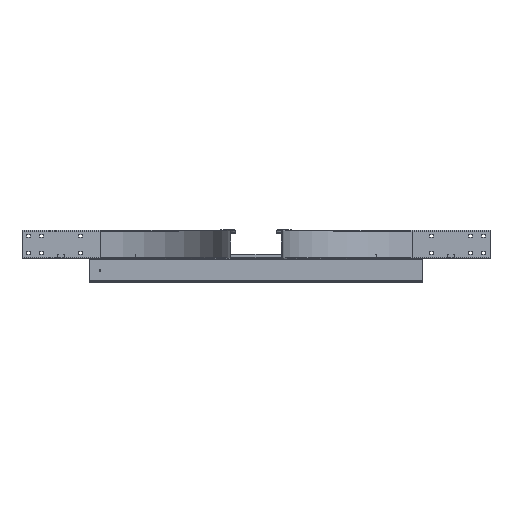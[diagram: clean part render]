
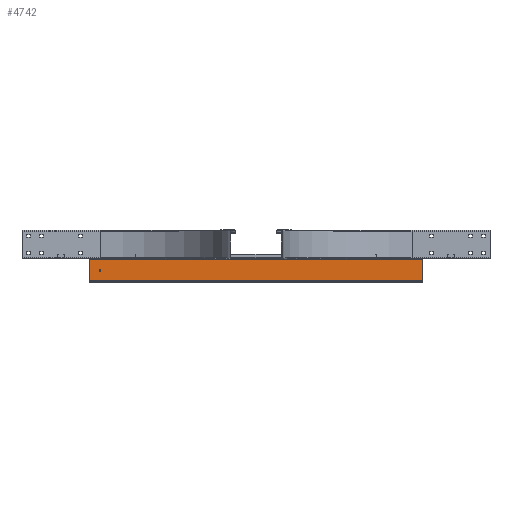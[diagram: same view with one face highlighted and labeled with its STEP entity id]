
A CAD part, top view. The second image highlights one B-rep face of the part: STEP entity #4742.
In plain terms, the highlighted face is planar.
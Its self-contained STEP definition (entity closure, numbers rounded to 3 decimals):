
#4266=DIRECTION('',(0.,0.,-1.));
#4267=VECTOR('',#4266,81.);
#4268=CARTESIAN_POINT('',(0.,0.,40.5));
#4269=LINE('',#4268,#4267);
#4295=DIRECTION('',(-1.,0.,0.));
#4296=VECTOR('',#4295,1280.);
#4297=CARTESIAN_POINT('',(1280.,0.,40.5));
#4298=LINE('',#4297,#4296);
#4303=DIRECTION('',(0.,0.,-1.));
#4304=VECTOR('',#4303,81.);
#4305=CARTESIAN_POINT('',(1280.,0.,40.5));
#4306=LINE('',#4305,#4304);
#4307=CARTESIAN_POINT('',(40.,0.,0.));
#4308=DIRECTION('',(0.,-1.,0.));
#4309=DIRECTION('',(0.,0.,-1.));
#4310=AXIS2_PLACEMENT_3D('',#4307,#4308,#4309);
#4312=CARTESIAN_POINT('',(40.,0.,0.));
#4313=DIRECTION('',(0.,-1.,0.));
#4314=DIRECTION('',(0.,0.,1.));
#4315=AXIS2_PLACEMENT_3D('',#4312,#4313,#4314);
#4321=DIRECTION('',(1.,0.,0.));
#4322=VECTOR('',#4321,1280.);
#4323=CARTESIAN_POINT('',(0.,0.,-40.5));
#4324=LINE('',#4323,#4322);
#4527=CARTESIAN_POINT('',(40.,0.,-3.));
#4528=VERTEX_POINT('',#4527);
#4529=CARTESIAN_POINT('',(40.,0.,3.));
#4530=VERTEX_POINT('',#4529);
#4567=CARTESIAN_POINT('',(0.,0.,-40.5));
#4568=VERTEX_POINT('',#4567);
#4569=CARTESIAN_POINT('',(1280.,0.,-40.5));
#4570=VERTEX_POINT('',#4569);
#4571=CARTESIAN_POINT('',(0.,0.,40.5));
#4572=VERTEX_POINT('',#4571);
#4573=CARTESIAN_POINT('',(1280.,0.,40.5));
#4574=VERTEX_POINT('',#4573);
#4723=CARTESIAN_POINT('',(1280.,0.,-40.5));
#4724=DIRECTION('',(0.,-1.,0.));
#4725=DIRECTION('',(0.,0.,-1.));
#4726=AXIS2_PLACEMENT_3D('',#4723,#4724,#4725);
#4727=PLANE('',#4726);
#4728=ORIENTED_EDGE('',*,*,#4671,.T.);
#4730=ORIENTED_EDGE('',*,*,#4729,.T.);
#4732=ORIENTED_EDGE('',*,*,#4731,.F.);
#4733=ORIENTED_EDGE('',*,*,#4715,.T.);
#4734=EDGE_LOOP('',(#4728,#4730,#4732,#4733));
#4735=FACE_OUTER_BOUND('',#4734,.F.);
#4737=ORIENTED_EDGE('',*,*,#4736,.F.);
#4739=ORIENTED_EDGE('',*,*,#4738,.F.);
#4740=EDGE_LOOP('',(#4737,#4739));
#4741=FACE_BOUND('',#4740,.F.);
#4742=ADVANCED_FACE('',(#4735,#4741),#4727,.F.);
#4311=CIRCLE('',#4310,3.);
#4316=CIRCLE('',#4315,3.);
#4671=EDGE_CURVE('',#4572,#4568,#4269,.T.);
#4715=EDGE_CURVE('',#4574,#4572,#4298,.T.);
#4729=EDGE_CURVE('',#4568,#4570,#4324,.T.);
#4731=EDGE_CURVE('',#4574,#4570,#4306,.T.);
#4736=EDGE_CURVE('',#4528,#4530,#4311,.T.);
#4738=EDGE_CURVE('',#4530,#4528,#4316,.T.);
